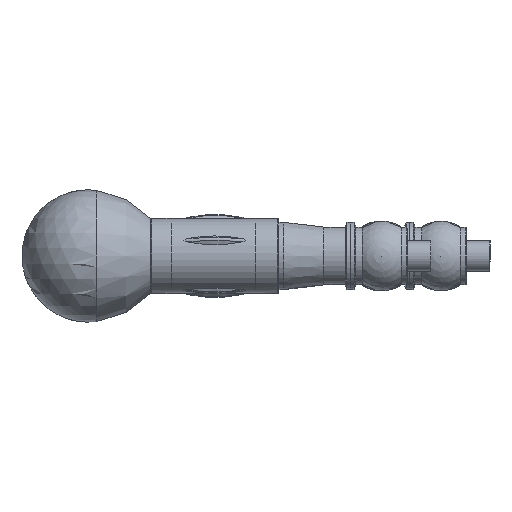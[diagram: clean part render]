
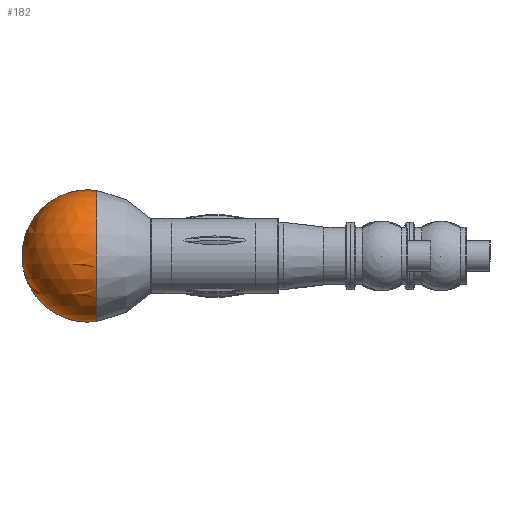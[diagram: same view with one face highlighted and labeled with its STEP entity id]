
A CAD part, left-side view. The second image highlights one B-rep face of the part: STEP entity #182.
In plain terms, the highlighted spherical face has radius 55.999 mm.
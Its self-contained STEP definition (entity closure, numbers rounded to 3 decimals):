
#153=CARTESIAN_POINT('',(55.507,45.601,0.0));
#154=VERTEX_POINT('',#153);
#155=CARTESIAN_POINT('',(0.0,45.601,0.0));
#156=DIRECTION('',(0.0,-1.0,0.0));
#157=DIRECTION('',(1.0,0.0,0.0));
#158=AXIS2_PLACEMENT_3D('',#155,#156,#157);
#159=CIRCLE('',#158,55.507);
#160=EDGE_CURVE('',#154,#154,#159,.T.);
#174=CARTESIAN_POINT('',(0.,53.001,0.0));
#175=DIRECTION('',(0.0,0.0,1.0));
#176=DIRECTION('',(1.0,0.0,0.0));
#177=AXIS2_PLACEMENT_3D('',#174,#175,#176);
#178=SPHERICAL_SURFACE('',#177,55.999);
#179=ORIENTED_EDGE('',*,*,#160,.F.);
#180=EDGE_LOOP('',(#179));
#181=FACE_OUTER_BOUND('',#180,.T.);
#182=ADVANCED_FACE('',(#181),#178,.T.);
